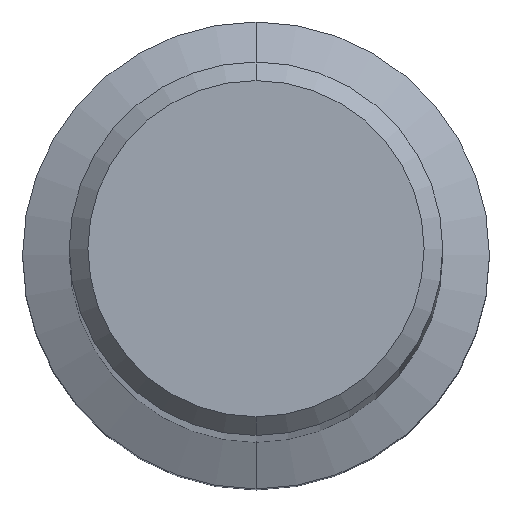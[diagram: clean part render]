
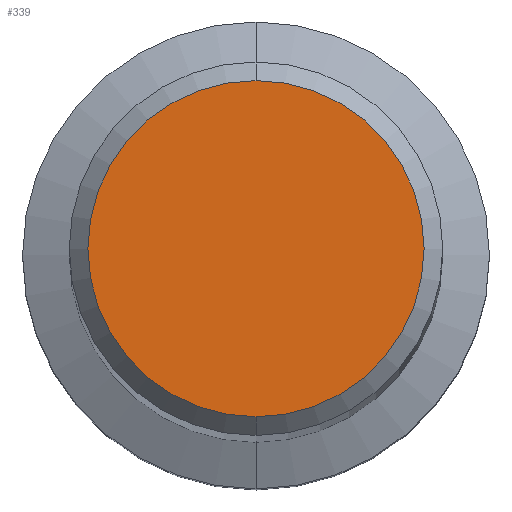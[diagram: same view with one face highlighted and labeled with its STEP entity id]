
A CAD part, top view. The second image highlights one B-rep face of the part: STEP entity #339.
In plain terms, the highlighted planar face has unit normal (0, 0, 1).
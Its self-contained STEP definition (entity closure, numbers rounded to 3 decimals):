
#277=EDGE_CURVE('',#293,#511,#640,.T.);
#293=VERTEX_POINT('',#656);
#339=ADVANCED_FACE('',(#709),#710,.T.);
#449=EDGE_CURVE('',#511,#293,#833,.T.);
#511=VERTEX_POINT('',#899);
#640=CIRCLE('',#1115,7.2);
#656=CARTESIAN_POINT('',(0.,-7.2,0.0));
#709=FACE_OUTER_BOUND('',#1286,.T.);
#710=PLANE('',#1287);
#833=CIRCLE('',#1502,7.2);
#899=CARTESIAN_POINT('',(0.0,7.2,0.0));
#1115=AXIS2_PLACEMENT_3D('',#1800,#1801,#1802);
#1286=EDGE_LOOP('',(#1886,#1887));
#1287=AXIS2_PLACEMENT_3D('',#1888,#1889,#1890);
#1502=AXIS2_PLACEMENT_3D('',#2041,#2042,#2043);
#1800=CARTESIAN_POINT('',(0.0,0.0,0.0));
#1801=DIRECTION('',(0.0,0.0,-1.0));
#1802=DIRECTION('',(0.0,1.0,0.0));
#1886=ORIENTED_EDGE('',*,*,#449,.F.);
#1887=ORIENTED_EDGE('',*,*,#277,.F.);
#1888=CARTESIAN_POINT('',(0.0,3.6,0.0));
#1889=DIRECTION('',(-0.0,0.0,1.0));
#1890=DIRECTION('',(0.0,-1.0,0.0));
#2041=CARTESIAN_POINT('',(0.0,0.0,0.0));
#2042=DIRECTION('',(0.0,0.0,-1.0));
#2043=DIRECTION('',(0.0,1.0,0.0));
